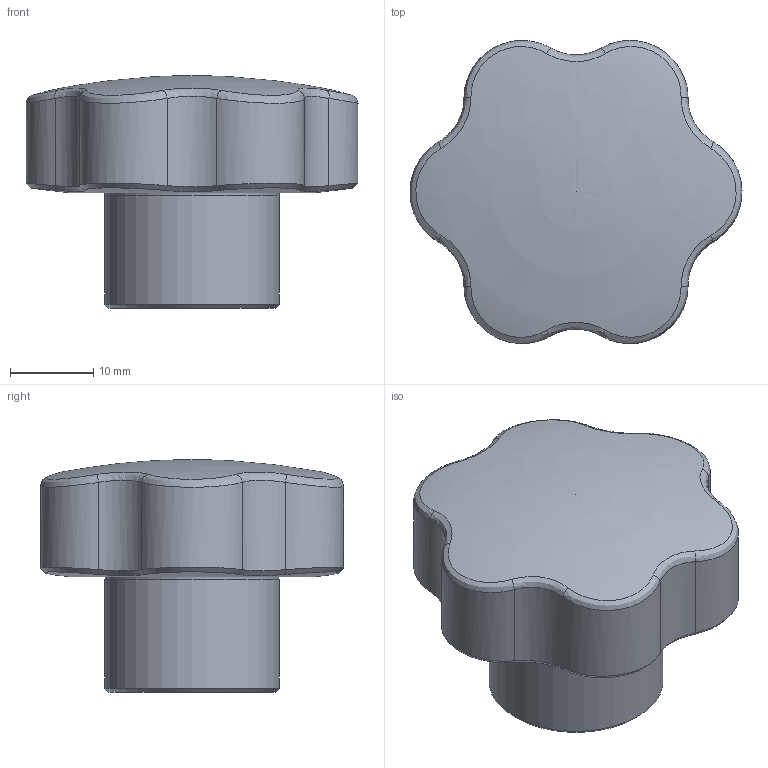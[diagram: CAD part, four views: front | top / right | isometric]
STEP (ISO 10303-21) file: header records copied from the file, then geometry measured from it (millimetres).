
FILE_DESCRIPTION( ( 'Unknown' ), '1' );
FILE_NAME( '6113045_VB40_M10.stp', 'Unknown', ( 'Unknown' ), ( 'Unknown' ), 'PSStep 11.0', 'Unknown', ' ' );
FILE_SCHEMA( ( 'AUTOMOTIVE_DESIGN { 1 0 10303 214 1 1 1 1 }' ) );
Length unit declared in the file: millimetre
Products named in the file (1): 6113045
Bounding box: 39.99 x 36.51 x 28 mm (x, y, z)
Volume: 16248.3 mm3; surface area: 6109.7 mm2
Topology: 1 solids, 1 shells, 82 faces, 203 edges, 122 vertices
Faces by surface type: cylinder 26, bspline 25, plane 19, torus 7, cone 4, revolution 1
Full cylindrical faces by diameter (mm): 8.376 x1, 21 x1
Entity records: 7428 total; most frequent: CARTESIAN_POINT 5117, ORIENTED_EDGE 374, DIRECTION 273, EDGE_CURVE 187, VERTEX_POINT 117, AXIS2_PLACEMENT_3D 112, EDGE_LOOP 90, FACE_OUTER_BOUND 86
